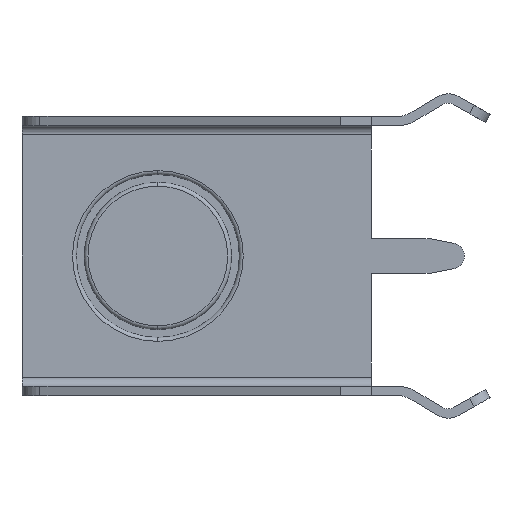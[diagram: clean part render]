
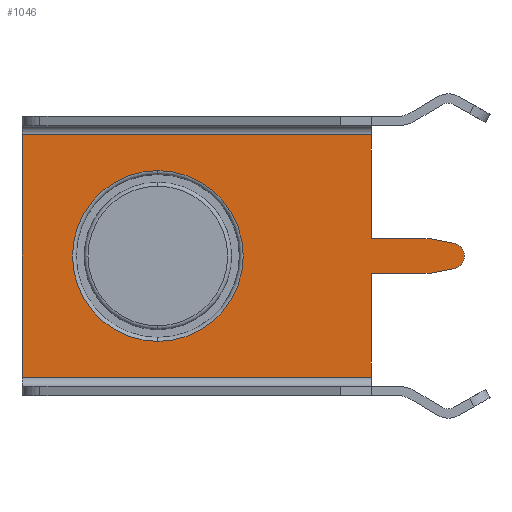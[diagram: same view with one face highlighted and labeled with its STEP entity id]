
A CAD part, left-side view. The second image highlights one B-rep face of the part: STEP entity #1046.
In plain terms, the highlighted planar face has unit normal (-1, 0, 0).
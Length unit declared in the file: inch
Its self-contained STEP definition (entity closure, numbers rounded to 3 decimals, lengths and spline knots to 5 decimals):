
#92 = CARTESIAN_POINT ( 'NONE',  ( 0.238, 0., -0.1455 ) ) ;
#100 = DIRECTION ( 'NONE',  ( 1., 0., 0. ) ) ;
#101 = CARTESIAN_POINT ( 'NONE',  ( 0.238, 0.275, -0.168 ) ) ;
#128 = CARTESIAN_POINT ( 'NONE',  ( 0.238, 0.275, -0.058 ) ) ;
#130 = DIRECTION ( 'NONE',  ( 0., 0., 1. ) ) ;
#145 = AXIS2_PLACEMENT_3D ( 'NONE', #101, #100, #130 ) ;
#146 = CIRCLE ( 'NONE', #145, 0.11 ) ;
#152 = CARTESIAN_POINT ( 'NONE',  ( 0.238, 0.275, -0.278 ) ) ;
#379 = CARTESIAN_POINT ( 'NONE',  ( 0.238, 0., -0.012 ) ) ;
#408 = DIRECTION ( 'NONE',  ( 0., 0., -1. ) ) ;
#409 = VECTOR ( 'NONE', #408, 39.37008 ) ;
#410 = CARTESIAN_POINT ( 'NONE',  ( 0.238, 0., -0.012 ) ) ;
#411 = LINE ( 'NONE', #410, #409 ) ;
#585 = EDGE_CURVE ( 'NONE', #639, #670, #411, .T. ) ;
#639 = VERTEX_POINT ( 'NONE', #379 ) ;
#670 = VERTEX_POINT ( 'NONE', #92 ) ;
#691 = EDGE_CURVE ( 'NONE', #713, #714, #146, .T. ) ;
#713 = VERTEX_POINT ( 'NONE', #152 ) ;
#714 = VERTEX_POINT ( 'NONE', #128 ) ;
#846 = VERTEX_POINT ( 'NONE', #2443 ) ;
#874 = EDGE_CURVE ( 'NONE', #846, #875, #2453, .T. ) ;
#875 = VERTEX_POINT ( 'NONE', #2449 ) ;
#928 = VERTEX_POINT ( 'NONE', #1567 ) ;
#963 = ORIENTED_EDGE ( 'NONE', *, *, #691, .T. ) ;
#964 = EDGE_LOOP ( 'NONE', ( #965, #1049, #1024, #1025, #1026, #991, #993, #996, #999, #966, #969, #972 ) ) ;
#965 = ORIENTED_EDGE ( 'NONE', *, *, #585, .F. ) ;
#966 = ORIENTED_EDGE ( 'NONE', *, *, #967, .F. ) ;
#967 = EDGE_CURVE ( 'NONE', #968, #1001, #1606, .T. ) ;
#968 = VERTEX_POINT ( 'NONE', #1610 ) ;
#969 = ORIENTED_EDGE ( 'NONE', *, *, #970, .F. ) ;
#970 = EDGE_CURVE ( 'NONE', #971, #968, #1619, .T. ) ;
#971 = VERTEX_POINT ( 'NONE', #1604 ) ;
#972 = ORIENTED_EDGE ( 'NONE', *, *, #973, .F. ) ;
#973 = EDGE_CURVE ( 'NONE', #670, #971, #1627, .T. ) ;
#984 = VERTEX_POINT ( 'NONE', #1640 ) ;
#988 = EDGE_CURVE ( 'NONE', #875, #928, #1602, .T. ) ;
#990 = EDGE_LOOP ( 'NONE', ( #1047, #963 ) ) ;
#991 = ORIENTED_EDGE ( 'NONE', *, *, #992, .F. ) ;
#992 = EDGE_CURVE ( 'NONE', #1027, #984, #1598, .T. ) ;
#993 = ORIENTED_EDGE ( 'NONE', *, *, #994, .F. ) ;
#994 = EDGE_CURVE ( 'NONE', #995, #1027, #1648, .T. ) ;
#995 = VERTEX_POINT ( 'NONE', #1644 ) ;
#996 = ORIENTED_EDGE ( 'NONE', *, *, #997, .F. ) ;
#997 = EDGE_CURVE ( 'NONE', #998, #995, #1653, .T. ) ;
#998 = VERTEX_POINT ( 'NONE', #1720 ) ;
#999 = ORIENTED_EDGE ( 'NONE', *, *, #1000, .F. ) ;
#1000 = EDGE_CURVE ( 'NONE', #1001, #998, #1666, .T. ) ;
#1001 = VERTEX_POINT ( 'NONE', #1696 ) ;
#1024 = ORIENTED_EDGE ( 'NONE', *, *, #874, .T. ) ;
#1025 = ORIENTED_EDGE ( 'NONE', *, *, #988, .T. ) ;
#1026 = ORIENTED_EDGE ( 'NONE', *, *, #1041, .F. ) ;
#1027 = VERTEX_POINT ( 'NONE', #1691 ) ;
#1041 = EDGE_CURVE ( 'NONE', #984, #928, #1661, .T. ) ;
#1046 = ADVANCED_FACE ( 'NONE', ( #1657, #1656 ), #1655, .T. ) ;
#1047 = ORIENTED_EDGE ( 'NONE', *, *, #1048, .T. ) ;
#1048 = EDGE_CURVE ( 'NONE', #714, #713, #1683, .T. ) ;
#1049 = ORIENTED_EDGE ( 'NONE', *, *, #1050, .F. ) ;
#1050 = EDGE_CURVE ( 'NONE', #846, #639, #1678, .T. ) ;
#1567 = CARTESIAN_POINT ( 'NONE',  ( 0.238, 0., -0.324 ) ) ;
#1585 = AXIS2_PLACEMENT_3D ( 'NONE', #1616, #1612, #1611 ) ;
#1598 = LINE ( 'NONE', #1651, #1650 ) ;
#1599 = DIRECTION ( 'NONE',  ( 0., -1., 0. ) ) ;
#1600 = VECTOR ( 'NONE', #1599, 39.37008 ) ;
#1601 = CARTESIAN_POINT ( 'NONE',  ( 0.238, 0.45, -0.324 ) ) ;
#1602 = LINE ( 'NONE', #1601, #1600 ) ;
#1604 = CARTESIAN_POINT ( 'NONE',  ( 0.238, -0.0744, -0.1455 ) ) ;
#1605 = VECTOR ( 'NONE', #1617, 39.37008 ) ;
#1606 = CIRCLE ( 'NONE', #1585, 0.015 ) ;
#1610 = CARTESIAN_POINT ( 'NONE',  ( 0.238, -0.10786, -0.152 ) ) ;
#1611 = DIRECTION ( 'NONE',  ( 0., 0., -1. ) ) ;
#1612 = DIRECTION ( 'NONE',  ( 1., 0., 0. ) ) ;
#1616 = CARTESIAN_POINT ( 'NONE',  ( 0.238, -0.105, -0.16672 ) ) ;
#1617 = DIRECTION ( 'NONE',  ( 0., -0.982, -0.191 ) ) ;
#1618 = CARTESIAN_POINT ( 'NONE',  ( 0.238, -0.0744, -0.1455 ) ) ;
#1619 = LINE ( 'NONE', #1618, #1605 ) ;
#1625 = VECTOR ( 'NONE', #1639, 39.37008 ) ;
#1626 = CARTESIAN_POINT ( 'NONE',  ( 0.238, 0., -0.1455 ) ) ;
#1627 = LINE ( 'NONE', #1626, #1625 ) ;
#1639 = DIRECTION ( 'NONE',  ( 0., -1., 0. ) ) ;
#1640 = CARTESIAN_POINT ( 'NONE',  ( 0.238, 0., -0.1905 ) ) ;
#1644 = CARTESIAN_POINT ( 'NONE',  ( 0.238, -0.10786, -0.184 ) ) ;
#1645 = DIRECTION ( 'NONE',  ( 0., 0.982, -0.191 ) ) ;
#1646 = VECTOR ( 'NONE', #1645, 39.37008 ) ;
#1647 = CARTESIAN_POINT ( 'NONE',  ( 0.238, -0.0744, -0.1905 ) ) ;
#1648 = LINE ( 'NONE', #1647, #1646 ) ;
#1649 = DIRECTION ( 'NONE',  ( 0., 1., 0. ) ) ;
#1650 = VECTOR ( 'NONE', #1649, 39.37008 ) ;
#1651 = CARTESIAN_POINT ( 'NONE',  ( 0.238, 0., -0.1905 ) ) ;
#1653 = CIRCLE ( 'NONE', #1677, 0.015 ) ;
#1654 = CARTESIAN_POINT ( 'NONE',  ( 0.238, 0.45, -0.012 ) ) ;
#1655 = PLANE ( 'NONE',  #1687 ) ;
#1656 = FACE_OUTER_BOUND ( 'NONE', #964, .T. ) ;
#1657 = FACE_BOUND ( 'NONE', #990, .T. ) ;
#1658 = DIRECTION ( 'NONE',  ( 0., 0., -1. ) ) ;
#1659 = VECTOR ( 'NONE', #1658, 39.37008 ) ;
#1660 = CARTESIAN_POINT ( 'NONE',  ( 0.238, 0., -0.012 ) ) ;
#1661 = LINE ( 'NONE', #1660, #1659 ) ;
#1666 = LINE ( 'NONE', #1673, #1668 ) ;
#1667 = DIRECTION ( 'NONE',  ( 0., 0., -1. ) ) ;
#1668 = VECTOR ( 'NONE', #1667, 39.37008 ) ;
#1669 = DIRECTION ( 'NONE',  ( 0., 0., 1. ) ) ;
#1673 = CARTESIAN_POINT ( 'NONE',  ( 0.238, -0.12, -0.16928 ) ) ;
#1676 = CARTESIAN_POINT ( 'NONE',  ( 0.238, -0.105, -0.16928 ) ) ;
#1677 = AXIS2_PLACEMENT_3D ( 'NONE', #1676, #1694, #1669 ) ;
#1678 = LINE ( 'NONE', #1684, #1728 ) ;
#1679 = DIRECTION ( 'NONE',  ( 0., 0., 1. ) ) ;
#1680 = DIRECTION ( 'NONE',  ( 1., 0., 0. ) ) ;
#1681 = CARTESIAN_POINT ( 'NONE',  ( 0.238, 0.275, -0.168 ) ) ;
#1682 = AXIS2_PLACEMENT_3D ( 'NONE', #1681, #1680, #1679 ) ;
#1683 = CIRCLE ( 'NONE', #1682, 0.11 ) ;
#1684 = CARTESIAN_POINT ( 'NONE',  ( 0.238, 0.45, -0.012 ) ) ;
#1685 = DIRECTION ( 'NONE',  ( 0., 0., 1. ) ) ;
#1686 = DIRECTION ( 'NONE',  ( -1., 0., 0. ) ) ;
#1687 = AXIS2_PLACEMENT_3D ( 'NONE', #1654, #1686, #1685 ) ;
#1691 = CARTESIAN_POINT ( 'NONE',  ( 0.238, -0.0744, -0.1905 ) ) ;
#1694 = DIRECTION ( 'NONE',  ( 1., 0., 0. ) ) ;
#1696 = CARTESIAN_POINT ( 'NONE',  ( 0.238, -0.12, -0.16672 ) ) ;
#1720 = CARTESIAN_POINT ( 'NONE',  ( 0.238, -0.12, -0.16928 ) ) ;
#1727 = DIRECTION ( 'NONE',  ( 0., -1., 0. ) ) ;
#1728 = VECTOR ( 'NONE', #1727, 39.37008 ) ;
#2443 = CARTESIAN_POINT ( 'NONE',  ( 0.238, 0.45, -0.012 ) ) ;
#2449 = CARTESIAN_POINT ( 'NONE',  ( 0.238, 0.45, -0.324 ) ) ;
#2450 = DIRECTION ( 'NONE',  ( 0., 0., -1. ) ) ;
#2451 = VECTOR ( 'NONE', #2450, 39.37008 ) ;
#2452 = CARTESIAN_POINT ( 'NONE',  ( 0.238, 0.45, -0.012 ) ) ;
#2453 = LINE ( 'NONE', #2452, #2451 ) ;
